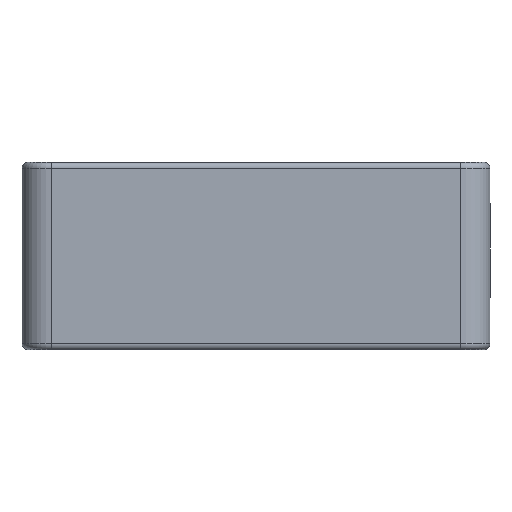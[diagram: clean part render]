
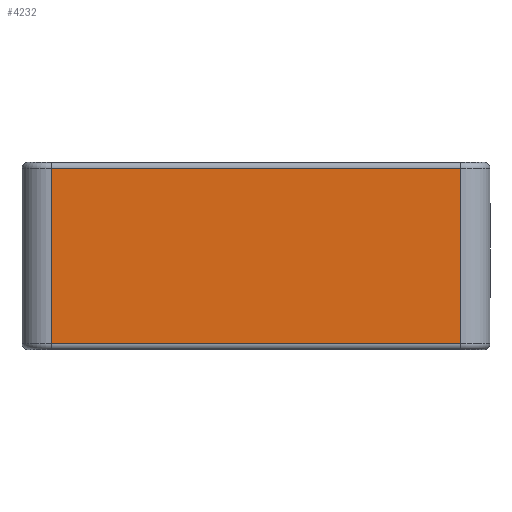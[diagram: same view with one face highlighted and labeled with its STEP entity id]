
A CAD part, front view. The second image highlights one B-rep face of the part: STEP entity #4232.
In plain terms, the highlighted planar face has unit normal (0, -1, 0).
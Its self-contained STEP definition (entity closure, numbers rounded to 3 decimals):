
#251=PLANE('',#4566);
#436=FACE_OUTER_BOUND('',#690,.T.);
#690=EDGE_LOOP('',(#3142,#3143,#3144,#3145));
#1029=LINE('',#6106,#1481);
#1037=LINE('',#6152,#1489);
#1038=LINE('',#6156,#1490);
#1039=LINE('',#6157,#1491);
#1481=VECTOR('',#5042,10.);
#1489=VECTOR('',#5100,10.);
#1490=VECTOR('',#5105,10.);
#1491=VECTOR('',#5106,10.);
#1936=VERTEX_POINT('',#6103);
#1937=VERTEX_POINT('',#6105);
#1950=VERTEX_POINT('',#6151);
#1951=VERTEX_POINT('',#6155);
#2384=EDGE_CURVE('',#1936,#1937,#1029,.T.);
#2407=EDGE_CURVE('',#1950,#1937,#1037,.T.);
#2409=EDGE_CURVE('',#1936,#1951,#1038,.T.);
#2410=EDGE_CURVE('',#1950,#1951,#1039,.T.);
#3142=ORIENTED_EDGE('',*,*,#2384,.F.);
#3143=ORIENTED_EDGE('',*,*,#2409,.T.);
#3144=ORIENTED_EDGE('',*,*,#2410,.F.);
#3145=ORIENTED_EDGE('',*,*,#2407,.T.);
#4232=ADVANCED_FACE('',(#436),#251,.T.);
#4566=AXIS2_PLACEMENT_3D('',#6154,#5103,#5104);
#5042=DIRECTION('',(1.,0.,0.));
#5100=DIRECTION('',(0.,0.,1.));
#5103=DIRECTION('center_axis',(0.,-1.,0.));
#5104=DIRECTION('ref_axis',(-1.,0.,0.));
#5105=DIRECTION('',(0.,0.,-1.));
#5106=DIRECTION('',(-1.,0.,0.));
#6103=CARTESIAN_POINT('',(-35.,-40.,27.5));
#6105=CARTESIAN_POINT('',(35.,-40.,27.5));
#6106=CARTESIAN_POINT('',(17.5,-40.,27.5));
#6151=CARTESIAN_POINT('',(35.,-40.,-2.5));
#6152=CARTESIAN_POINT('',(35.,-40.,0.));
#6154=CARTESIAN_POINT('Origin',(35.,-40.,0.));
#6155=CARTESIAN_POINT('',(-35.,-40.,-2.5));
#6156=CARTESIAN_POINT('',(-35.,-40.,0.));
#6157=CARTESIAN_POINT('',(17.5,-40.,-2.5));
